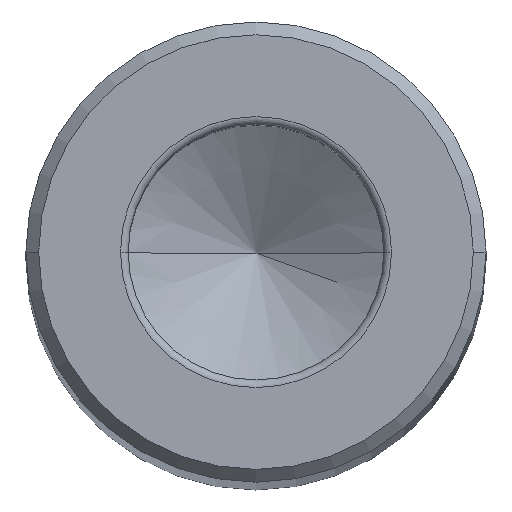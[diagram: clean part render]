
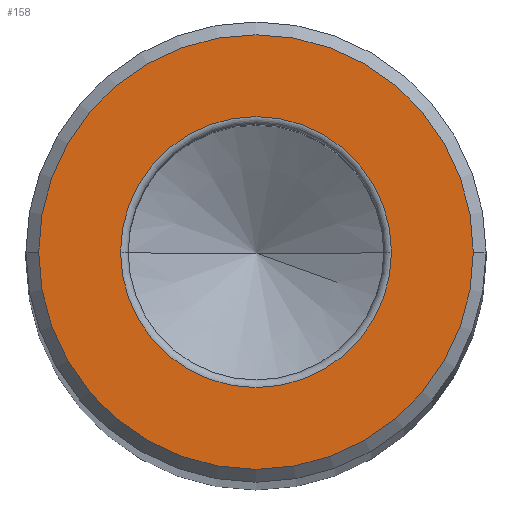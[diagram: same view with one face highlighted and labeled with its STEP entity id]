
A CAD part, top view. The second image highlights one B-rep face of the part: STEP entity #158.
In plain terms, the highlighted planar face has unit normal (0, 0, 1).
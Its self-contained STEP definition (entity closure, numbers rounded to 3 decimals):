
#40 = CARTESIAN_POINT ( 'NONE',  ( 0., 0., 0. ) ) ;
#48 = EDGE_CURVE ( 'NONE', #392, #123, #627, .T. ) ;
#63 = AXIS2_PLACEMENT_3D ( 'NONE', #332, #139, #94 ) ;
#71 = CARTESIAN_POINT ( 'NONE',  ( 8.5, 0., 0. ) ) ;
#74 = CARTESIAN_POINT ( 'NONE',  ( 5.3, 0., 0. ) ) ;
#80 = FACE_OUTER_BOUND ( 'NONE', #254, .T. ) ;
#84 = CARTESIAN_POINT ( 'NONE',  ( 0., 0., 0. ) ) ;
#91 = CIRCLE ( 'NONE', #164, 5.3 ) ;
#94 = DIRECTION ( 'NONE',  ( 1., 0., 0. ) ) ;
#120 = VERTEX_POINT ( 'NONE', #74 ) ;
#123 = VERTEX_POINT ( 'NONE', #71 ) ;
#139 = DIRECTION ( 'NONE',  ( 0., 0., -1. ) ) ;
#158 = ADVANCED_FACE ( 'NONE', ( #560, #80 ), #324, .T. ) ;
#164 = AXIS2_PLACEMENT_3D ( 'NONE', #84, #194, #575 ) ;
#179 = CARTESIAN_POINT ( 'NONE',  ( 0., 0., 0. ) ) ;
#194 = DIRECTION ( 'NONE',  ( 0., 0., -1. ) ) ;
#210 = EDGE_LOOP ( 'NONE', ( #271, #427 ) ) ;
#236 = AXIS2_PLACEMENT_3D ( 'NONE', #40, #329, #238 ) ;
#238 = DIRECTION ( 'NONE',  ( 1., 0., 0. ) ) ;
#249 = CIRCLE ( 'NONE', #236, 8.5 ) ;
#252 = DIRECTION ( 'NONE',  ( 1., 0., 0. ) ) ;
#254 = EDGE_LOOP ( 'NONE', ( #604, #600 ) ) ;
#267 = CARTESIAN_POINT ( 'NONE',  ( 0., 0., 0. ) ) ;
#271 = ORIENTED_EDGE ( 'NONE', *, *, #619, .T. ) ;
#295 = CARTESIAN_POINT ( 'NONE',  ( -8.5, 0., 0. ) ) ;
#314 = CIRCLE ( 'NONE', #63, 5.3 ) ;
#324 = PLANE ( 'NONE',  #532 ) ;
#329 = DIRECTION ( 'NONE',  ( 0., 0., 1. ) ) ;
#332 = CARTESIAN_POINT ( 'NONE',  ( 0., 0., 0. ) ) ;
#343 = DIRECTION ( 'NONE',  ( 0., 0., 1. ) ) ;
#360 = DIRECTION ( 'NONE',  ( 0., 0., 1. ) ) ;
#392 = VERTEX_POINT ( 'NONE', #295 ) ;
#427 = ORIENTED_EDGE ( 'NONE', *, *, #568, .T. ) ;
#445 = AXIS2_PLACEMENT_3D ( 'NONE', #267, #343, #252 ) ;
#462 = VERTEX_POINT ( 'NONE', #463 ) ;
#463 = CARTESIAN_POINT ( 'NONE',  ( -5.3, 0., 0. ) ) ;
#532 = AXIS2_PLACEMENT_3D ( 'NONE', #179, #360, #564 ) ;
#560 = FACE_BOUND ( 'NONE', #210, .T. ) ;
#564 = DIRECTION ( 'NONE',  ( 1., 0., 0. ) ) ;
#568 = EDGE_CURVE ( 'NONE', #462, #120, #314, .T. ) ;
#575 = DIRECTION ( 'NONE',  ( 1., 0., 0. ) ) ;
#600 = ORIENTED_EDGE ( 'NONE', *, *, #632, .T. ) ;
#604 = ORIENTED_EDGE ( 'NONE', *, *, #48, .T. ) ;
#619 = EDGE_CURVE ( 'NONE', #120, #462, #91, .T. ) ;
#627 = CIRCLE ( 'NONE', #445, 8.5 ) ;
#632 = EDGE_CURVE ( 'NONE', #123, #392, #249, .T. ) ;
